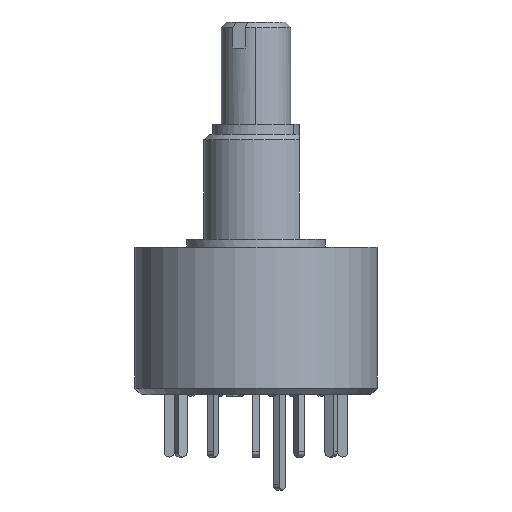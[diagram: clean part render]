
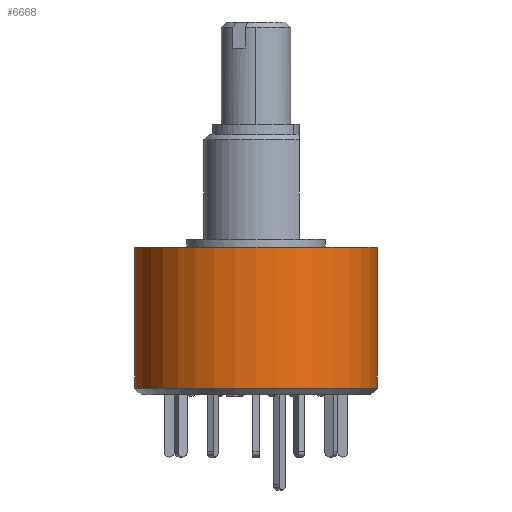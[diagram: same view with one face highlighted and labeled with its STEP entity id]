
A CAD part, left-side view. The second image highlights one B-rep face of the part: STEP entity #6668.
In plain terms, the highlighted cylindrical face has radius 7 mm (diameter 14 mm), a partial arc.
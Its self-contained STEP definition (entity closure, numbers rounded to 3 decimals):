
#50 = LINE ( 'NONE', #10355, #12575 ) ;
#136 = VECTOR ( 'NONE', #7545, 1000. ) ;
#745 = DIRECTION ( 'NONE',  ( 0., 0., -1. ) ) ;
#1729 = DIRECTION ( 'NONE',  ( 0., -1., 0. ) ) ;
#2796 = EDGE_CURVE ( 'NONE', #16183, #15919, #13221, .T. ) ;
#3009 = CARTESIAN_POINT ( 'NONE',  ( 0., 0., -8.574 ) ) ;
#4357 = ORIENTED_EDGE ( 'NONE', *, *, #17090, .F. ) ;
#4430 = AXIS2_PLACEMENT_3D ( 'NONE', #12797, #10387, #17135 ) ;
#4785 = CARTESIAN_POINT ( 'NONE',  ( 0., 0., -0.45 ) ) ;
#5369 = FACE_OUTER_BOUND ( 'NONE', #17822, .T. ) ;
#6668 = ADVANCED_FACE ( 'NONE', ( #5369 ), #12462, .T. ) ;
#6970 = AXIS2_PLACEMENT_3D ( 'NONE', #4785, #13089, #16948 ) ;
#7158 = EDGE_CURVE ( 'NONE', #8429, #16183, #16316, .T. ) ;
#7545 = DIRECTION ( 'NONE',  ( 0., 0., -1. ) ) ;
#8429 = VERTEX_POINT ( 'NONE', #12151 ) ;
#9929 = CARTESIAN_POINT ( 'NONE',  ( 0., 7., -8.574 ) ) ;
#10307 = VERTEX_POINT ( 'NONE', #11320 ) ;
#10355 = CARTESIAN_POINT ( 'NONE',  ( 0., -7., -0.45 ) ) ;
#10387 = DIRECTION ( 'NONE',  ( 0., 0., -1. ) ) ;
#11320 = CARTESIAN_POINT ( 'NONE',  ( 0., -7., -0.45 ) ) ;
#11656 = ORIENTED_EDGE ( 'NONE', *, *, #2796, .T. ) ;
#11947 = AXIS2_PLACEMENT_3D ( 'NONE', #3009, #15584, #1729 ) ;
#12151 = CARTESIAN_POINT ( 'NONE',  ( 0., 7., -0.45 ) ) ;
#12427 = ORIENTED_EDGE ( 'NONE', *, *, #7158, .T. ) ;
#12462 = CYLINDRICAL_SURFACE ( 'NONE', #4430, 7. ) ;
#12575 = VECTOR ( 'NONE', #745, 1000. ) ;
#12797 = CARTESIAN_POINT ( 'NONE',  ( 0., 0., -0.45 ) ) ;
#13089 = DIRECTION ( 'NONE',  ( 0., 0., 1. ) ) ;
#13221 = CIRCLE ( 'NONE', #11947, 7. ) ;
#15241 = ORIENTED_EDGE ( 'NONE', *, *, #16343, .F. ) ;
#15584 = DIRECTION ( 'NONE',  ( 0., 0., 1. ) ) ;
#15738 = CARTESIAN_POINT ( 'NONE',  ( 0., -7., -8.574 ) ) ;
#15897 = CARTESIAN_POINT ( 'NONE',  ( 0., 7., -0.45 ) ) ;
#15919 = VERTEX_POINT ( 'NONE', #15738 ) ;
#16183 = VERTEX_POINT ( 'NONE', #9929 ) ;
#16316 = LINE ( 'NONE', #15897, #136 ) ;
#16343 = EDGE_CURVE ( 'NONE', #10307, #15919, #50, .T. ) ;
#16948 = DIRECTION ( 'NONE',  ( 0., -1., 0. ) ) ;
#17090 = EDGE_CURVE ( 'NONE', #8429, #10307, #17862, .T. ) ;
#17135 = DIRECTION ( 'NONE',  ( 0., 1., 0. ) ) ;
#17822 = EDGE_LOOP ( 'NONE', ( #15241, #4357, #12427, #11656 ) ) ;
#17862 = CIRCLE ( 'NONE', #6970, 7. ) ;
